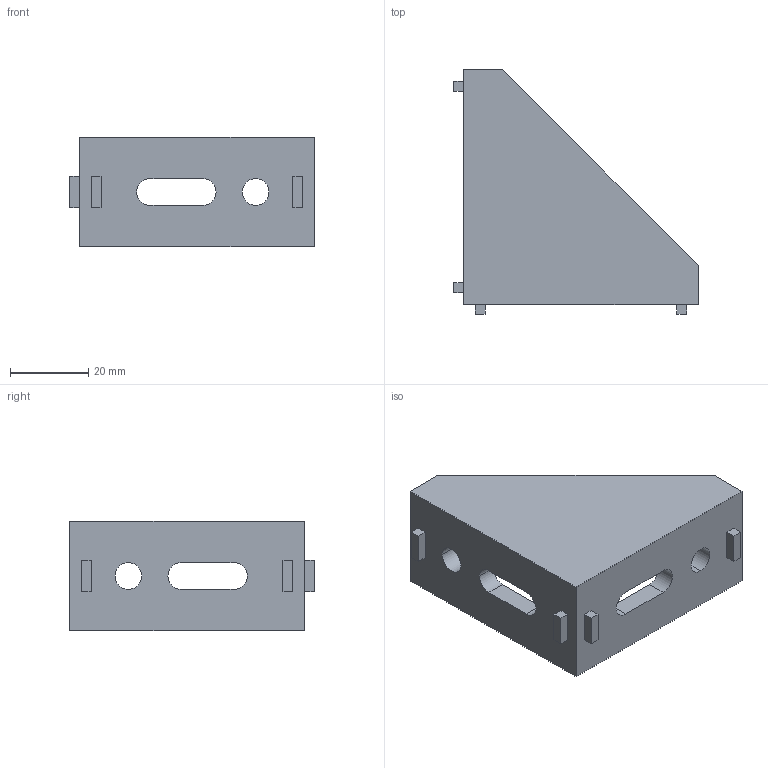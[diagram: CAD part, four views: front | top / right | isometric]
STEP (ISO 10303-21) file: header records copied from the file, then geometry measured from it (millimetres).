
FILE_DESCRIPTION (( 'STEP AP203' ), '1' );
FILE_NAME ('ALF-RC3060-8.step', '2024-08-13T09:15:22', ( '' ), ( '' ), 'SwSTEP 2.0', 'SolidWorks 2022', '' );
FILE_SCHEMA (( 'CONFIG_CONTROL_DESIGN' ));
Length unit declared in the file: millimetre
Products named in the file (1): ALF-RC3060-8
Bounding box: 62.5 x 62.5 x 28 mm (x, y, z)
Volume: 19980.7 mm3; surface area: 11581.7 mm2
Topology: 1 solids, 1 shells, 43 faces, 111 edges, 74 vertices
Faces by surface type: plane 34, cylinder 9
Entity records: 1396 total; most frequent: CARTESIAN_POINT 229, ORIENTED_EDGE 222, DIRECTION 217, EDGE_CURVE 111, LINE 93, VECTOR 93, VERTEX_POINT 74, AXIS2_PLACEMENT_3D 62
